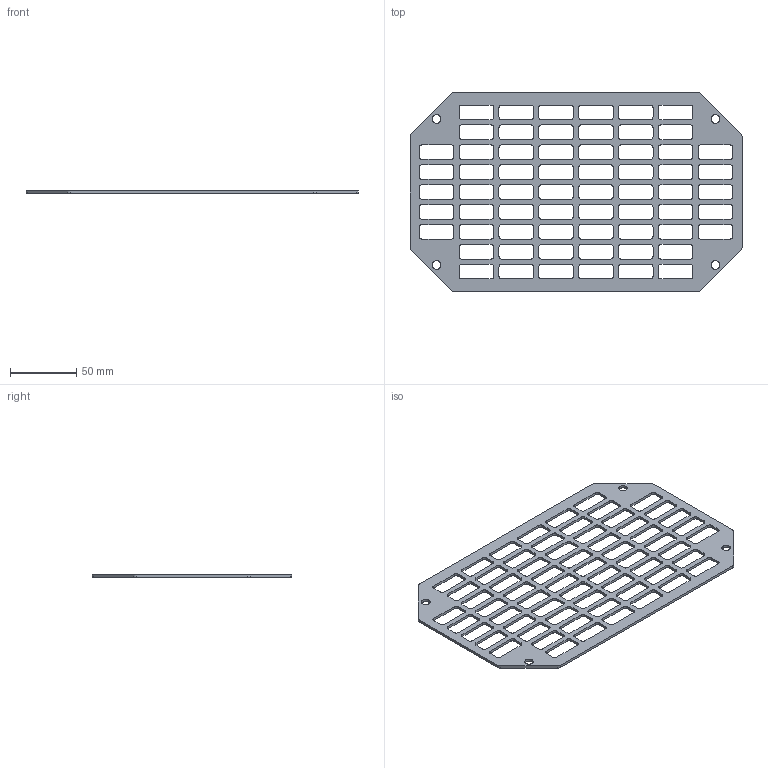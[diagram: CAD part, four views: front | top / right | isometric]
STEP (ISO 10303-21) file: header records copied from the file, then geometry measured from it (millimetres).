
FILE_DESCRIPTION (( 'STEP AP203' ), '1' );
FILE_NAME ('MPP 2030.STEP', '2021-12-08T13:52:40', ( '' ), ( '' ), 'SwSTEP 2.0', 'SolidWorks 2020', '' );
FILE_SCHEMA (( 'CONFIG_CONTROL_DESIGN' ));
Length unit declared in the file: millimetre
Products named in the file (1): MPP 2030
Bounding box: 250 x 150 x 2 mm (x, y, z)
Volume: 34465.1 mm3; surface area: 45108.9 mm2
Topology: 1 solids, 1 shells, 538 faces, 1608 edges, 1072 vertices
Faces by surface type: cylinder 272, plane 266
Entity records: 18605 total; most frequent: DIRECTION 3230, CARTESIAN_POINT 3219, ORIENTED_EDGE 3216, EDGE_CURVE 1608, AXIS2_PLACEMENT_3D 1083, VERTEX_POINT 1072, VECTOR 1064, LINE 1064
